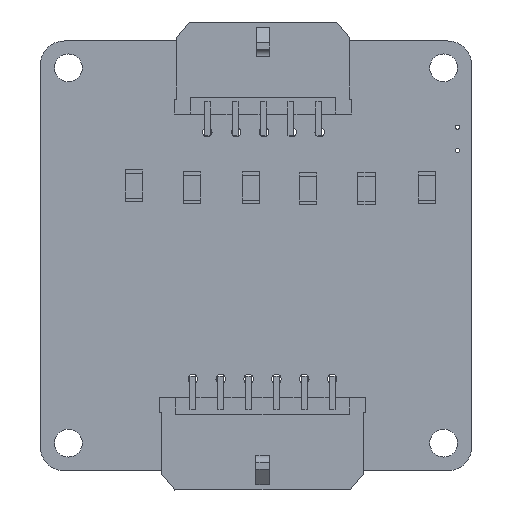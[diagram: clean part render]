
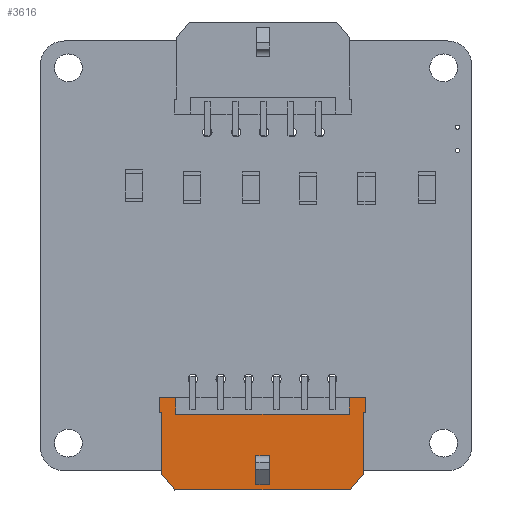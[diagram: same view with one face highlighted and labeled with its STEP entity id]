
A CAD part, top view. The second image highlights one B-rep face of the part: STEP entity #3616.
In plain terms, the highlighted face is planar.
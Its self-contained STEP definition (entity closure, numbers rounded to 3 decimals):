
#2458 = VERTEX_POINT('',#2459);
#2459 = CARTESIAN_POINT('',(-10.825,3.435,-3.36));
#2465 = EDGE_CURVE('',#2458,#2466,#2468,.T.);
#2466 = VERTEX_POINT('',#2467);
#2467 = CARTESIAN_POINT('',(-10.825,3.435,3.3));
#2468 = LINE('',#2469,#2470);
#2469 = CARTESIAN_POINT('',(-10.825,3.435,-3.36));
#2470 = VECTOR('',#2471,1.);
#2471 = DIRECTION('',(0.,0.,1.));
#3251 = VERTEX_POINT('',#3252);
#3252 = CARTESIAN_POINT('',(10.825,3.435,3.3));
#3258 = EDGE_CURVE('',#3259,#3251,#3261,.T.);
#3259 = VERTEX_POINT('',#3260);
#3260 = CARTESIAN_POINT('',(10.825,3.435,-3.36));
#3261 = LINE('',#3262,#3263);
#3262 = CARTESIAN_POINT('',(10.825,3.435,-3.36));
#3263 = VECTOR('',#3264,1.);
#3264 = DIRECTION('',(0.,0.,1.));
#3478 = VERTEX_POINT('',#3479);
#3479 = CARTESIAN_POINT('',(9.44,3.435,4.95));
#3485 = EDGE_CURVE('',#3251,#3478,#3486,.T.);
#3486 = LINE('',#3487,#3488);
#3487 = CARTESIAN_POINT('',(10.825,3.435,3.3));
#3488 = VECTOR('',#3489,1.);
#3489 = DIRECTION('',(-0.643,0.,0.766));
#3566 = EDGE_CURVE('',#3567,#2466,#3569,.T.);
#3567 = VERTEX_POINT('',#3568);
#3568 = CARTESIAN_POINT('',(-9.44,3.435,4.95));
#3569 = LINE('',#3570,#3571);
#3570 = CARTESIAN_POINT('',(-9.44,3.435,4.95));
#3571 = VECTOR('',#3572,1.);
#3572 = DIRECTION('',(-0.643,0.,-0.766));
#3616 = ADVANCED_FACE('',(#3617,#3699),#3733,.T.);
#3617 = FACE_BOUND('',#3618,.F.);
#3618 = EDGE_LOOP('',(#3619,#3629,#3637,#3645,#3653,#3661,#3667,#3668,
    #3669,#3675,#3676,#3677,#3685,#3693));
#3619 = ORIENTED_EDGE('',*,*,#3620,.T.);
#3620 = EDGE_CURVE('',#3621,#3623,#3625,.T.);
#3621 = VERTEX_POINT('',#3622);
#3622 = CARTESIAN_POINT('',(-9.325,3.435,-4.96));
#3623 = VERTEX_POINT('',#3624);
#3624 = CARTESIAN_POINT('',(-9.325,3.435,-3.21));
#3625 = LINE('',#3626,#3627);
#3626 = CARTESIAN_POINT('',(-9.325,3.435,-4.96));
#3627 = VECTOR('',#3628,1.);
#3628 = DIRECTION('',(0.,0.,1.));
#3629 = ORIENTED_EDGE('',*,*,#3630,.T.);
#3630 = EDGE_CURVE('',#3623,#3631,#3633,.T.);
#3631 = VERTEX_POINT('',#3632);
#3632 = CARTESIAN_POINT('',(9.325,3.435,-3.21));
#3633 = LINE('',#3634,#3635);
#3634 = CARTESIAN_POINT('',(-9.325,3.435,-3.21));
#3635 = VECTOR('',#3636,1.);
#3636 = DIRECTION('',(1.,0.,0.));
#3637 = ORIENTED_EDGE('',*,*,#3638,.F.);
#3638 = EDGE_CURVE('',#3639,#3631,#3641,.T.);
#3639 = VERTEX_POINT('',#3640);
#3640 = CARTESIAN_POINT('',(9.325,3.435,-4.96));
#3641 = LINE('',#3642,#3643);
#3642 = CARTESIAN_POINT('',(9.325,3.435,-4.96));
#3643 = VECTOR('',#3644,1.);
#3644 = DIRECTION('',(0.,0.,1.));
#3645 = ORIENTED_EDGE('',*,*,#3646,.F.);
#3646 = EDGE_CURVE('',#3647,#3639,#3649,.T.);
#3647 = VERTEX_POINT('',#3648);
#3648 = CARTESIAN_POINT('',(11.075,3.435,-4.96));
#3649 = LINE('',#3650,#3651);
#3650 = CARTESIAN_POINT('',(11.075,3.435,-4.96));
#3651 = VECTOR('',#3652,1.);
#3652 = DIRECTION('',(-1.,0.,0.));
#3653 = ORIENTED_EDGE('',*,*,#3654,.F.);
#3654 = EDGE_CURVE('',#3655,#3647,#3657,.T.);
#3655 = VERTEX_POINT('',#3656);
#3656 = CARTESIAN_POINT('',(11.075,3.435,-3.36));
#3657 = LINE('',#3658,#3659);
#3658 = CARTESIAN_POINT('',(11.075,3.435,-3.36));
#3659 = VECTOR('',#3660,1.);
#3660 = DIRECTION('',(0.,0.,-1.));
#3661 = ORIENTED_EDGE('',*,*,#3662,.F.);
#3662 = EDGE_CURVE('',#3259,#3655,#3663,.T.);
#3663 = LINE('',#3664,#3665);
#3664 = CARTESIAN_POINT('',(10.825,3.435,-3.36));
#3665 = VECTOR('',#3666,1.);
#3666 = DIRECTION('',(1.,0.,0.));
#3667 = ORIENTED_EDGE('',*,*,#3258,.T.);
#3668 = ORIENTED_EDGE('',*,*,#3485,.T.);
#3669 = ORIENTED_EDGE('',*,*,#3670,.F.);
#3670 = EDGE_CURVE('',#3567,#3478,#3671,.T.);
#3671 = LINE('',#3672,#3673);
#3672 = CARTESIAN_POINT('',(-9.44,3.435,4.95));
#3673 = VECTOR('',#3674,1.);
#3674 = DIRECTION('',(1.,0.,0.));
#3675 = ORIENTED_EDGE('',*,*,#3566,.T.);
#3676 = ORIENTED_EDGE('',*,*,#2465,.F.);
#3677 = ORIENTED_EDGE('',*,*,#3678,.F.);
#3678 = EDGE_CURVE('',#3679,#2458,#3681,.T.);
#3679 = VERTEX_POINT('',#3680);
#3680 = CARTESIAN_POINT('',(-11.075,3.435,-3.36));
#3681 = LINE('',#3682,#3683);
#3682 = CARTESIAN_POINT('',(-11.075,3.435,-3.36));
#3683 = VECTOR('',#3684,1.);
#3684 = DIRECTION('',(1.,0.,0.));
#3685 = ORIENTED_EDGE('',*,*,#3686,.F.);
#3686 = EDGE_CURVE('',#3687,#3679,#3689,.T.);
#3687 = VERTEX_POINT('',#3688);
#3688 = CARTESIAN_POINT('',(-11.075,3.435,-4.96));
#3689 = LINE('',#3690,#3691);
#3690 = CARTESIAN_POINT('',(-11.075,3.435,-4.96));
#3691 = VECTOR('',#3692,1.);
#3692 = DIRECTION('',(0.,0.,1.));
#3693 = ORIENTED_EDGE('',*,*,#3694,.F.);
#3694 = EDGE_CURVE('',#3621,#3687,#3695,.T.);
#3695 = LINE('',#3696,#3697);
#3696 = CARTESIAN_POINT('',(-9.325,3.435,-4.96));
#3697 = VECTOR('',#3698,1.);
#3698 = DIRECTION('',(-1.,0.,0.));
#3699 = FACE_BOUND('',#3700,.F.);
#3700 = EDGE_LOOP('',(#3701,#3711,#3719,#3727));
#3701 = ORIENTED_EDGE('',*,*,#3702,.F.);
#3702 = EDGE_CURVE('',#3703,#3705,#3707,.T.);
#3703 = VERTEX_POINT('',#3704);
#3704 = CARTESIAN_POINT('',(-0.7,3.435,4.41));
#3705 = VERTEX_POINT('',#3706);
#3706 = CARTESIAN_POINT('',(-0.7,3.435,1.25));
#3707 = LINE('',#3708,#3709);
#3708 = CARTESIAN_POINT('',(-0.7,3.435,4.41));
#3709 = VECTOR('',#3710,1.);
#3710 = DIRECTION('',(0.,0.,-1.));
#3711 = ORIENTED_EDGE('',*,*,#3712,.T.);
#3712 = EDGE_CURVE('',#3703,#3713,#3715,.T.);
#3713 = VERTEX_POINT('',#3714);
#3714 = CARTESIAN_POINT('',(0.7,3.435,4.41));
#3715 = LINE('',#3716,#3717);
#3716 = CARTESIAN_POINT('',(-0.7,3.435,4.41));
#3717 = VECTOR('',#3718,1.);
#3718 = DIRECTION('',(1.,0.,0.));
#3719 = ORIENTED_EDGE('',*,*,#3720,.T.);
#3720 = EDGE_CURVE('',#3713,#3721,#3723,.T.);
#3721 = VERTEX_POINT('',#3722);
#3722 = CARTESIAN_POINT('',(0.7,3.435,1.25));
#3723 = LINE('',#3724,#3725);
#3724 = CARTESIAN_POINT('',(0.7,3.435,4.41));
#3725 = VECTOR('',#3726,1.);
#3726 = DIRECTION('',(0.,0.,-1.));
#3727 = ORIENTED_EDGE('',*,*,#3728,.F.);
#3728 = EDGE_CURVE('',#3705,#3721,#3729,.T.);
#3729 = LINE('',#3730,#3731);
#3730 = CARTESIAN_POINT('',(-0.7,3.435,1.25));
#3731 = VECTOR('',#3732,1.);
#3732 = DIRECTION('',(1.,0.,0.));
#3733 = PLANE('',#3734);
#3734 = AXIS2_PLACEMENT_3D('',#3735,#3736,#3737);
#3735 = CARTESIAN_POINT('',(-10.825,3.435,-4.96));
#3736 = DIRECTION('',(0.,1.,0.));
#3737 = DIRECTION('',(0.,0.,1.));
